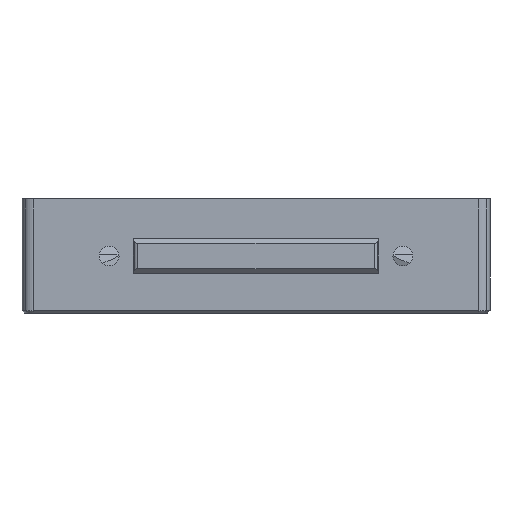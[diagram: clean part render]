
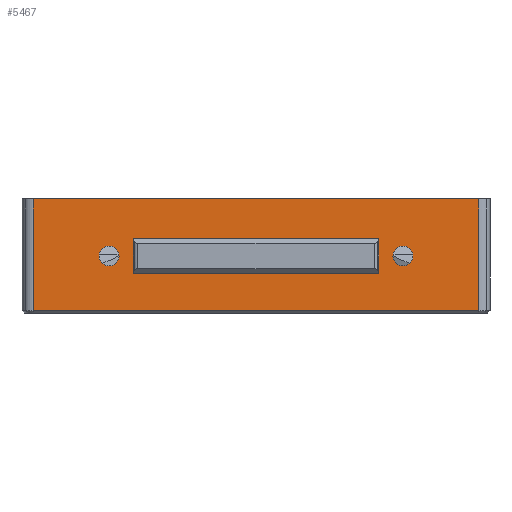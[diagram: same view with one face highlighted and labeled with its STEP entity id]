
A CAD part, front view. The second image highlights one B-rep face of the part: STEP entity #5467.
In plain terms, the highlighted planar face has unit normal (0, -1, 0).
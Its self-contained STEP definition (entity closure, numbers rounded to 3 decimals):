
#33 = AXIS2_PLACEMENT_3D ( 'NONE', #1432, #2683, #760 ) ;
#110 = ORIENTED_EDGE ( 'NONE', *, *, #1763, .F. ) ;
#137 = ORIENTED_EDGE ( 'NONE', *, *, #7578, .T. ) ;
#335 = DIRECTION ( 'NONE',  ( 0., 1., 0. ) ) ;
#343 = ORIENTED_EDGE ( 'NONE', *, *, #1793, .T. ) ;
#357 = AXIS2_PLACEMENT_3D ( 'NONE', #2993, #335, #2347 ) ;
#471 = ORIENTED_EDGE ( 'NONE', *, *, #2956, .T. ) ;
#472 = LINE ( 'NONE', #2391, #6218 ) ;
#551 = CARTESIAN_POINT ( 'NONE',  ( 210.863, 393.634, 190.747 ) ) ;
#603 = CARTESIAN_POINT ( 'NONE',  ( 256.364, 393.634, 193.747 ) ) ;
#629 = ORIENTED_EDGE ( 'NONE', *, *, #6966, .F. ) ;
#673 = EDGE_LOOP ( 'NONE', ( #629, #110, #2549, #3742 ) ) ;
#760 = DIRECTION ( 'NONE',  ( 1., 0., 0. ) ) ;
#937 = DIRECTION ( 'NONE',  ( 0., 0., 1. ) ) ;
#975 = CIRCLE ( 'NONE', #7703, 1.75 ) ;
#1205 = LINE ( 'NONE', #1965, #1369 ) ;
#1221 = VERTEX_POINT ( 'NONE', #8279 ) ;
#1369 = VECTOR ( 'NONE', #7537, 1000. ) ;
#1432 = CARTESIAN_POINT ( 'NONE',  ( 209.113, 393.634, 190.747 ) ) ;
#1553 = VERTEX_POINT ( 'NONE', #2312 ) ;
#1763 = EDGE_CURVE ( 'NONE', #3387, #1553, #1205, .T. ) ;
#1793 = EDGE_CURVE ( 'NONE', #5008, #4786, #3726, .T. ) ;
#1924 = VECTOR ( 'NONE', #8417, 1000. ) ;
#1965 = CARTESIAN_POINT ( 'NONE',  ( 273.863, 393.634, 190.747 ) ) ;
#2056 = FACE_BOUND ( 'NONE', #4134, .T. ) ;
#2084 = EDGE_LOOP ( 'NONE', ( #3783, #343 ) ) ;
#2168 = VERTEX_POINT ( 'NONE', #3555 ) ;
#2180 = EDGE_LOOP ( 'NONE', ( #3560, #137 ) ) ;
#2223 = CARTESIAN_POINT ( 'NONE',  ( 228.063, 393.634, 200.747 ) ) ;
#2225 = DIRECTION ( 'NONE',  ( 0., 1., 0. ) ) ;
#2312 = CARTESIAN_POINT ( 'NONE',  ( 273.863, 393.634, 181.147 ) ) ;
#2346 = VECTOR ( 'NONE', #4404, 1000. ) ;
#2347 = DIRECTION ( 'NONE',  ( 1., 0., 0. ) ) ;
#2355 = CARTESIAN_POINT ( 'NONE',  ( 262.364, 393.634, 190.747 ) ) ;
#2391 = CARTESIAN_POINT ( 'NONE',  ( 257.363, 393.634, 200.747 ) ) ;
#2457 = CARTESIAN_POINT ( 'NONE',  ( 244.463, 393.634, 193.747 ) ) ;
#2516 = CARTESIAN_POINT ( 'NONE',  ( 256.364, 393.634, 187.747 ) ) ;
#2549 = ORIENTED_EDGE ( 'NONE', *, *, #6435, .F. ) ;
#2567 = VERTEX_POINT ( 'NONE', #603 ) ;
#2683 = DIRECTION ( 'NONE',  ( 0., 1., 0. ) ) ;
#2844 = DIRECTION ( 'NONE',  ( -1., 0., 0. ) ) ;
#2898 = VERTEX_POINT ( 'NONE', #2516 ) ;
#2905 = CARTESIAN_POINT ( 'NONE',  ( 213.363, 393.634, 180.747 ) ) ;
#2956 = EDGE_CURVE ( 'NONE', #2898, #2168, #5654, .T. ) ;
#2993 = CARTESIAN_POINT ( 'NONE',  ( 260.614, 393.634, 190.747 ) ) ;
#3004 = LINE ( 'NONE', #3764, #2346 ) ;
#3174 = EDGE_CURVE ( 'NONE', #2168, #1221, #5617, .T. ) ;
#3387 = VERTEX_POINT ( 'NONE', #6231 ) ;
#3491 = CARTESIAN_POINT ( 'NONE',  ( 209.113, 393.634, 190.747 ) ) ;
#3511 = DIRECTION ( 'NONE',  ( 0., 0., 1. ) ) ;
#3555 = CARTESIAN_POINT ( 'NONE',  ( 213.363, 393.634, 187.747 ) ) ;
#3560 = ORIENTED_EDGE ( 'NONE', *, *, #4100, .T. ) ;
#3601 = ORIENTED_EDGE ( 'NONE', *, *, #5898, .T. ) ;
#3649 = CARTESIAN_POINT ( 'NONE',  ( 209.963, 393.634, 187.747 ) ) ;
#3726 = CIRCLE ( 'NONE', #7245, 1.75 ) ;
#3742 = ORIENTED_EDGE ( 'NONE', *, *, #8591, .F. ) ;
#3764 = CARTESIAN_POINT ( 'NONE',  ( 195.863, 393.634, 195.747 ) ) ;
#3783 = ORIENTED_EDGE ( 'NONE', *, *, #5637, .T. ) ;
#4018 = VERTEX_POINT ( 'NONE', #6599 ) ;
#4100 = EDGE_CURVE ( 'NONE', #7315, #6831, #975, .T. ) ;
#4134 = EDGE_LOOP ( 'NONE', ( #3601, #7772, #471, #4775 ) ) ;
#4141 = CIRCLE ( 'NONE', #357, 1.75 ) ;
#4246 = CARTESIAN_POINT ( 'NONE',  ( 256.364, 393.634, 180.747 ) ) ;
#4305 = VECTOR ( 'NONE', #937, 1000. ) ;
#4404 = DIRECTION ( 'NONE',  ( 0., 0., 1. ) ) ;
#4509 = VECTOR ( 'NONE', #3511, 1000. ) ;
#4563 = CARTESIAN_POINT ( 'NONE',  ( 207.363, 393.634, 190.747 ) ) ;
#4775 = ORIENTED_EDGE ( 'NONE', *, *, #3174, .T. ) ;
#4786 = VERTEX_POINT ( 'NONE', #551 ) ;
#5008 = VERTEX_POINT ( 'NONE', #4563 ) ;
#5091 = CARTESIAN_POINT ( 'NONE',  ( 260.614, 393.634, 190.747 ) ) ;
#5138 = DIRECTION ( 'NONE',  ( 1., 0., 0. ) ) ;
#5467 = ADVANCED_FACE ( 'NONE', ( #6885, #8050, #2056, #6711 ), #7697, .T. ) ;
#5476 = LINE ( 'NONE', #8150, #7358 ) ;
#5563 = LINE ( 'NONE', #4246, #4509 ) ;
#5617 = LINE ( 'NONE', #2905, #4305 ) ;
#5637 = EDGE_CURVE ( 'NONE', #4786, #5008, #8430, .T. ) ;
#5654 = LINE ( 'NONE', #3649, #1924 ) ;
#5655 = DIRECTION ( 'NONE',  ( 0., 1., 0. ) ) ;
#5898 = EDGE_CURVE ( 'NONE', #1221, #2567, #7167, .T. ) ;
#6086 = EDGE_CURVE ( 'NONE', #2898, #2567, #5563, .T. ) ;
#6104 = CARTESIAN_POINT ( 'NONE',  ( 258.864, 393.634, 190.747 ) ) ;
#6218 = VECTOR ( 'NONE', #8269, 1000. ) ;
#6231 = CARTESIAN_POINT ( 'NONE',  ( 273.863, 393.634, 200.747 ) ) ;
#6384 = VERTEX_POINT ( 'NONE', #8362 ) ;
#6435 = EDGE_CURVE ( 'NONE', #4018, #3387, #472, .T. ) ;
#6599 = CARTESIAN_POINT ( 'NONE',  ( 195.863, 393.634, 200.747 ) ) ;
#6711 = FACE_OUTER_BOUND ( 'NONE', #673, .T. ) ;
#6831 = VERTEX_POINT ( 'NONE', #6104 ) ;
#6885 = FACE_BOUND ( 'NONE', #2084, .T. ) ;
#6966 = EDGE_CURVE ( 'NONE', #1553, #6384, #5476, .T. ) ;
#7011 = DIRECTION ( 'NONE',  ( 0., -1., 0. ) ) ;
#7041 = AXIS2_PLACEMENT_3D ( 'NONE', #2223, #7011, #8300 ) ;
#7167 = LINE ( 'NONE', #2457, #7332 ) ;
#7245 = AXIS2_PLACEMENT_3D ( 'NONE', #3491, #2225, #7500 ) ;
#7315 = VERTEX_POINT ( 'NONE', #2355 ) ;
#7332 = VECTOR ( 'NONE', #5138, 1000. ) ;
#7358 = VECTOR ( 'NONE', #2844, 1000. ) ;
#7500 = DIRECTION ( 'NONE',  ( 1., 0., 0. ) ) ;
#7537 = DIRECTION ( 'NONE',  ( 0., 0., -1. ) ) ;
#7578 = EDGE_CURVE ( 'NONE', #6831, #7315, #4141, .T. ) ;
#7697 = PLANE ( 'NONE',  #7041 ) ;
#7703 = AXIS2_PLACEMENT_3D ( 'NONE', #5091, #5655, #8378 ) ;
#7772 = ORIENTED_EDGE ( 'NONE', *, *, #6086, .F. ) ;
#8050 = FACE_BOUND ( 'NONE', #2180, .T. ) ;
#8150 = CARTESIAN_POINT ( 'NONE',  ( 222.463, 393.634, 181.147 ) ) ;
#8269 = DIRECTION ( 'NONE',  ( 1., 0., 0. ) ) ;
#8279 = CARTESIAN_POINT ( 'NONE',  ( 213.363, 393.634, 193.747 ) ) ;
#8300 = DIRECTION ( 'NONE',  ( 0., 0., -1. ) ) ;
#8362 = CARTESIAN_POINT ( 'NONE',  ( 195.863, 393.634, 181.147 ) ) ;
#8378 = DIRECTION ( 'NONE',  ( 1., 0., 0. ) ) ;
#8417 = DIRECTION ( 'NONE',  ( -1., 0., 0. ) ) ;
#8430 = CIRCLE ( 'NONE', #33, 1.75 ) ;
#8591 = EDGE_CURVE ( 'NONE', #6384, #4018, #3004, .T. ) ;
